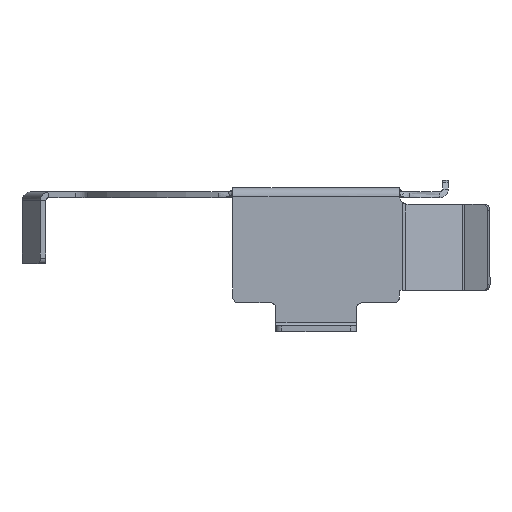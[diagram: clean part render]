
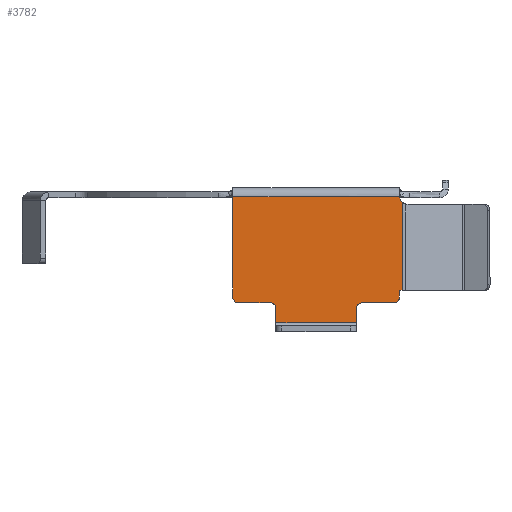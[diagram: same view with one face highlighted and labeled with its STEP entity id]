
A CAD part, left-side view. The second image highlights one B-rep face of the part: STEP entity #3782.
In plain terms, the highlighted planar face has unit normal (-1, 0, 0).
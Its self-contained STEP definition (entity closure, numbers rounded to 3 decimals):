
#152=LINE('',#5735,#504);
#166=LINE('',#5770,#518);
#225=LINE('',#5984,#577);
#226=LINE('',#5988,#578);
#235=LINE('',#6014,#587);
#243=LINE('',#6033,#595);
#245=LINE('',#6036,#597);
#247=LINE('',#6040,#599);
#249=LINE('',#6046,#601);
#264=LINE('',#6152,#616);
#504=VECTOR('',#4397,10.);
#518=VECTOR('',#4425,10.);
#577=VECTOR('',#4602,10.);
#578=VECTOR('',#4607,10.);
#587=VECTOR('',#4638,10.);
#595=VECTOR('',#4664,10.);
#597=VECTOR('',#4668,0.166);
#599=VECTOR('',#4672,10.);
#601=VECTOR('',#4680,10.);
#616=VECTOR('',#4719,10.);
#875=PLANE('',#4077);
#1034=FACE_OUTER_BOUND('',#1256,.T.);
#1256=EDGE_LOOP('',(#2940,#2941,#2942,#2943,#2944,#2945,#2946,#2947,#2948,
#2949,#2950,#2951,#2952,#2953,#2954));
#1400=CIRCLE('',#3942,0.3);
#1412=CIRCLE('',#3966,0.2);
#1416=CIRCLE('',#3973,0.2);
#1443=CIRCLE('',#4059,0.2);
#1444=CIRCLE('',#4062,0.2);
#1627=VERTEX_POINT('',#5631);
#1628=VERTEX_POINT('',#5636);
#1660=VERTEX_POINT('',#5728);
#1661=VERTEX_POINT('',#5730);
#1662=VERTEX_POINT('',#5734);
#1674=VERTEX_POINT('',#5763);
#1675=VERTEX_POINT('',#5764);
#1676=VERTEX_POINT('',#5769);
#1735=VERTEX_POINT('',#5976);
#1736=VERTEX_POINT('',#5980);
#1737=VERTEX_POINT('',#5987);
#1743=VERTEX_POINT('',#6013);
#1745=VERTEX_POINT('',#6032);
#1746=VERTEX_POINT('',#6038);
#1747=VERTEX_POINT('',#6044);
#1987=EDGE_CURVE('',#1628,#1627,#1400,.T.);
#2026=EDGE_CURVE('',#1661,#1660,#1412,.T.);
#2028=EDGE_CURVE('',#1661,#1662,#152,.T.);
#2043=EDGE_CURVE('',#1674,#1675,#1416,.T.);
#2046=EDGE_CURVE('',#1674,#1676,#166,.T.);
#2137=EDGE_CURVE('',#1735,#1736,#225,.T.);
#2138=EDGE_CURVE('',#1736,#1737,#226,.T.);
#2151=EDGE_CURVE('',#1628,#1743,#235,.T.);
#2161=EDGE_CURVE('',#1743,#1745,#243,.T.);
#2163=EDGE_CURVE('',#1745,#1675,#245,.T.);
#2165=EDGE_CURVE('',#1746,#1735,#247,.T.);
#2166=EDGE_CURVE('',#1676,#1746,#1443,.T.);
#2168=EDGE_CURVE('',#1747,#1660,#249,.T.);
#2169=EDGE_CURVE('',#1737,#1747,#1444,.T.);
#2190=EDGE_CURVE('',#1662,#1627,#264,.T.);
#2940=ORIENTED_EDGE('',*,*,#2026,.T.);
#2941=ORIENTED_EDGE('',*,*,#2168,.F.);
#2942=ORIENTED_EDGE('',*,*,#2169,.F.);
#2943=ORIENTED_EDGE('',*,*,#2138,.F.);
#2944=ORIENTED_EDGE('',*,*,#2137,.F.);
#2945=ORIENTED_EDGE('',*,*,#2165,.F.);
#2946=ORIENTED_EDGE('',*,*,#2166,.F.);
#2947=ORIENTED_EDGE('',*,*,#2046,.F.);
#2948=ORIENTED_EDGE('',*,*,#2043,.T.);
#2949=ORIENTED_EDGE('',*,*,#2163,.F.);
#2950=ORIENTED_EDGE('',*,*,#2161,.F.);
#2951=ORIENTED_EDGE('',*,*,#2151,.F.);
#2952=ORIENTED_EDGE('',*,*,#1987,.T.);
#2953=ORIENTED_EDGE('',*,*,#2190,.F.);
#2954=ORIENTED_EDGE('',*,*,#2028,.F.);
#3782=ADVANCED_FACE('',(#1034),#875,.F.);
#3942=AXIS2_PLACEMENT_3D('',#5637,#4321,#4322);
#3966=AXIS2_PLACEMENT_3D('',#5731,#4392,#4393);
#3973=AXIS2_PLACEMENT_3D('',#5765,#4419,#4420);
#4059=AXIS2_PLACEMENT_3D('',#6042,#4675,#4676);
#4062=AXIS2_PLACEMENT_3D('',#6048,#4683,#4684);
#4077=AXIS2_PLACEMENT_3D('',#6159,#4730,#4731);
#4321=DIRECTION('center_axis',(1.,0.,0.));
#4322=DIRECTION('ref_axis',(0.,1.,0.));
#4392=DIRECTION('center_axis',(-1.,0.,0.));
#4393=DIRECTION('ref_axis',(0.,0.707,-0.707));
#4397=DIRECTION('',(0.,0.,1.));
#4419=DIRECTION('center_axis',(-1.,0.,0.));
#4420=DIRECTION('ref_axis',(0.,-0.707,-0.707));
#4425=DIRECTION('',(0.,1.,0.));
#4602=DIRECTION('',(0.,1.,0.));
#4607=DIRECTION('',(0.,0.,1.));
#4638=DIRECTION('',(0.,0.,-1.));
#4664=DIRECTION('',(0.,1.,0.));
#4668=DIRECTION('',(0.,0.,-1.));
#4672=DIRECTION('',(0.,0.,-1.));
#4675=DIRECTION('center_axis',(-1.,0.,0.));
#4676=DIRECTION('ref_axis',(0.,1.,0.));
#4680=DIRECTION('',(0.,1.,0.));
#4683=DIRECTION('center_axis',(-1.,0.,0.));
#4684=DIRECTION('ref_axis',(0.,0.,1.));
#4719=DIRECTION('',(0.,-1.,0.));
#4730=DIRECTION('center_axis',(1.,0.,0.));
#4731=DIRECTION('ref_axis',(0.,0.,
-1.));
#5631=CARTESIAN_POINT('',(-10.3,-2.901,4.7));
#5636=CARTESIAN_POINT('',(-10.3,-3.,4.506));
#5637=CARTESIAN_POINT('Origin',(-10.3,-3.2,4.73));
#5728=CARTESIAN_POINT('',(-10.3,2.7,1.));
#5730=CARTESIAN_POINT('',(-10.3,2.9,1.2));
#5731=CARTESIAN_POINT('Origin',(-10.3,2.7,1.2));
#5734=CARTESIAN_POINT('',(-10.3,2.9,4.7));
#5735=CARTESIAN_POINT('',(-10.3,2.9,4.7));
#5763=CARTESIAN_POINT('',(-10.3,-2.7,1.));
#5764=CARTESIAN_POINT('',(-10.3,-2.9,1.2));
#5765=CARTESIAN_POINT('Origin',(-10.3,-2.7,1.2));
#5769=CARTESIAN_POINT('',(-10.3,-1.6,1.));
#5770=CARTESIAN_POINT('',(-10.3,-1.45,1.));
#5976=CARTESIAN_POINT('',(-10.3,-1.4,0.3));
#5980=CARTESIAN_POINT('',(-10.3,1.4,0.3));
#5984=CARTESIAN_POINT('',(-10.3,-0.7,0.3));
#5987=CARTESIAN_POINT('',(-10.3,1.4,0.8));
#5988=CARTESIAN_POINT('',(-10.3,1.4,1.241));
#6013=CARTESIAN_POINT('',(-10.3,-3.,1.43));
#6014=CARTESIAN_POINT('',(-10.3,-3.,4.43));
#6032=CARTESIAN_POINT('',(-10.3,-2.9,1.43));
#6033=CARTESIAN_POINT('',(-10.3,-3.,1.43));
#6036=CARTESIAN_POINT('',(-10.3,-2.9,5.222));
#6038=CARTESIAN_POINT('',(-10.3,-1.4,0.8));
#6040=CARTESIAN_POINT('',(-10.3,-1.4,1.641));
#6042=CARTESIAN_POINT('Origin',(-10.3,-1.6,0.8));
#6044=CARTESIAN_POINT('',(-10.3,1.6,1.));
#6046=CARTESIAN_POINT('',(-10.3,0.8,1.));
#6048=CARTESIAN_POINT('Origin',(-10.3,1.6,0.8));
#6152=CARTESIAN_POINT('',(-10.3,0.,4.7));
#6159=CARTESIAN_POINT('Origin',(-10.3,0.,2.481));
